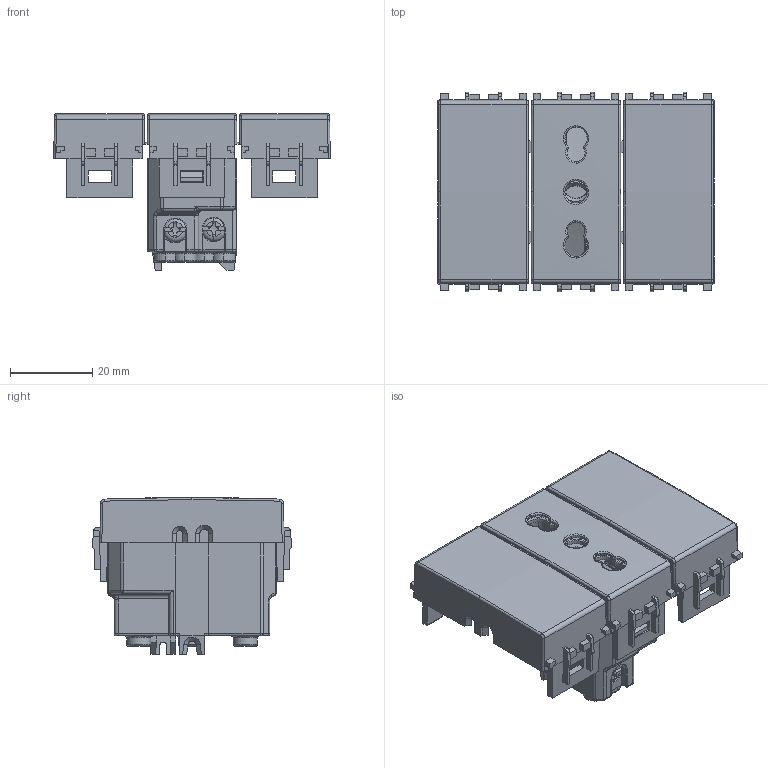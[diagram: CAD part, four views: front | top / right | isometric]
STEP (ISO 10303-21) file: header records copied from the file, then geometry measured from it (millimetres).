
FILE_DESCRIPTION (( 'STEP AP203' ), '1' );
FILE_NAME ('PLANA.STEP', '2024-02-13T18:31:54', ( '' ), ( '' ), 'SwSTEP 2.0', 'SolidWorks 2020', '' );
FILE_SCHEMA (( 'CONFIG_CONTROL_DESIGN' ));
Length unit declared in the file: millimetre
Products named in the file (11): Base bipasso_1; 4BOX-PHASECONTACT_2; 4BOX-Bipasso-PLANA; SHUTTER-16A_ASM_2_ASM_2; 16A-UP_1^SHUTTER-16A_ASM_2_ASM_2; 4BOX-EARTH_2; SPRING_21^SHUTTER-16A_ASM_2_ASM_2; 16A-SHUTTER_1_2; 16A-SHUTTER_BASE-TUTTO^SHUTTER-16A_ASM_2_ASM_2; PLANA; 4BOX-Socket-Base-LIVING-PLANA
Assembly tree (12 placements, depth 4):
  PLANA
    Base bipasso_1
      4BOX-Socket-Base-LIVING-PLANA
      4BOX-PHASECONTACT_2  x2
      4BOX-EARTH_2
      SHUTTER-16A_ASM_2_ASM_2
        16A-UP_1^SHUTTER-16A_ASM_2_ASM_2
        16A-SHUTTER_1_2
        SPRING_21^SHUTTER-16A_ASM_2_ASM_2  x2
        16A-SHUTTER_BASE-TUTTO^SHUTTER-16A_ASM_2_ASM_2
    4BOX-Bipasso-PLANA
Bounding box: 67.2 x 48.45 x 38.1 mm (x, y, z)
Volume: 22166.4 mm3; surface area: 36057.2 mm2
Topology: 10 solids, 10 shells, 2302 faces, 6214 edges, 3931 vertices
Faces by surface type: plane 1122, cylinder 653, bspline 354, torus 84, sphere 55, cone 34
Entity records: 89767 total; most frequent: CARTESIAN_POINT 41723, ORIENTED_EDGE 10630, DIRECTION 8584, EDGE_CURVE 5315, VERTEX_POINT 3374, VECTOR 3236, LINE 3236, AXIS2_PLACEMENT_3D 2674
